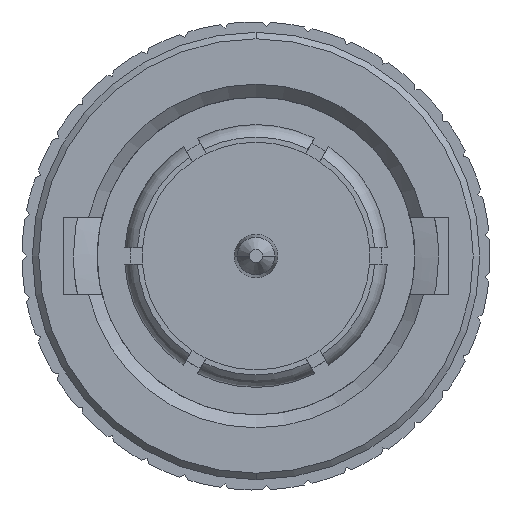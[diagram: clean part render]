
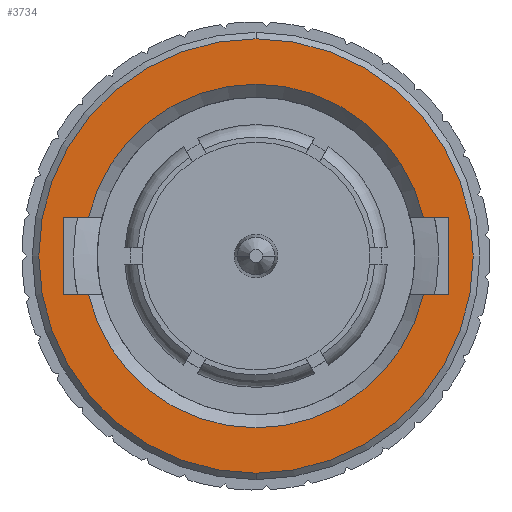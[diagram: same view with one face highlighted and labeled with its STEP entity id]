
A CAD part, left-side view. The second image highlights one B-rep face of the part: STEP entity #3734.
In plain terms, the highlighted planar face has unit normal (-1, 0, 0).
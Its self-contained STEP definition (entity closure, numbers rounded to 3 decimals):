
#1=CARTESIAN_POINT('',(0.,0.,0.));
#2=DIRECTION('',(-1.,0.,0.));
#3=DIRECTION('',(0.,0.,-1.));
#4=AXIS2_PLACEMENT_3D('',#1,#2,#3);
#6=CARTESIAN_POINT('',(0.,0.,0.));
#7=DIRECTION('',(-1.,0.,0.));
#8=DIRECTION('',(0.,0.,1.));
#9=AXIS2_PLACEMENT_3D('',#6,#7,#8);
#11=DIRECTION('',(0.,1.,0.));
#12=VECTOR('',#11,0.772);
#13=CARTESIAN_POINT('',(0.,5.178,1.2));
#14=LINE('',#13,#12);
#15=DIRECTION('',(0.,0.,-1.));
#16=VECTOR('',#15,2.4);
#17=CARTESIAN_POINT('',(0.,5.95,1.2));
#18=LINE('',#17,#16);
#19=DIRECTION('',(0.,-1.,0.));
#20=VECTOR('',#19,0.772);
#21=CARTESIAN_POINT('',(0.,5.95,-1.2));
#22=LINE('',#21,#20);
#23=CARTESIAN_POINT('',(0.,0.,0.));
#24=DIRECTION('',(1.,0.,0.));
#25=DIRECTION('',(0.,-0.974,-0.226));
#26=AXIS2_PLACEMENT_3D('',#23,#24,#25);
#28=DIRECTION('',(0.,-1.,0.));
#29=VECTOR('',#28,0.772);
#30=CARTESIAN_POINT('',(0.,-5.178,-1.2));
#31=LINE('',#30,#29);
#32=DIRECTION('',(0.,0.,1.));
#33=VECTOR('',#32,2.4);
#34=CARTESIAN_POINT('',(0.,-5.95,-1.2));
#35=LINE('',#34,#33);
#36=DIRECTION('',(0.,1.,0.));
#37=VECTOR('',#36,0.772);
#38=CARTESIAN_POINT('',(0.,-5.95,1.2));
#39=LINE('',#38,#37);
#40=CARTESIAN_POINT('',(0.,0.,0.));
#41=DIRECTION('',(1.,0.,0.));
#42=DIRECTION('',(0.,0.974,0.226));
#43=AXIS2_PLACEMENT_3D('',#40,#41,#42);
#2973=CARTESIAN_POINT('',(0.,5.178,1.2));
#2974=CARTESIAN_POINT('',(0.,5.95,1.2));
#2975=VERTEX_POINT('',#2973);
#2976=VERTEX_POINT('',#2974);
#2977=CARTESIAN_POINT('',(0.,5.95,-1.2));
#2978=VERTEX_POINT('',#2977);
#2979=CARTESIAN_POINT('',(0.,5.178,-1.2));
#2980=VERTEX_POINT('',#2979);
#2993=CARTESIAN_POINT('',(0.,0.,-6.72));
#2994=CARTESIAN_POINT('',(0.,0.,6.72));
#2995=VERTEX_POINT('',#2993);
#2996=VERTEX_POINT('',#2994);
#3009=CARTESIAN_POINT('',(0.,-5.178,-1.2));
#3010=CARTESIAN_POINT('',(0.,-5.95,-1.2));
#3011=VERTEX_POINT('',#3009);
#3012=VERTEX_POINT('',#3010);
#3013=CARTESIAN_POINT('',(0.,-5.95,1.2));
#3014=VERTEX_POINT('',#3013);
#3015=CARTESIAN_POINT('',(0.,-5.178,1.2));
#3016=VERTEX_POINT('',#3015);
#3705=CARTESIAN_POINT('',(0.,0.,0.));
#3706=DIRECTION('',(1.,0.,0.));
#3707=DIRECTION('',(0.,0.,1.));
#3708=AXIS2_PLACEMENT_3D('',#3705,#3706,#3707);
#3709=PLANE('',#3708);
#3711=ORIENTED_EDGE('',*,*,#3710,.F.);
#3713=ORIENTED_EDGE('',*,*,#3712,.F.);
#3714=EDGE_LOOP('',(#3711,#3713));
#3715=FACE_OUTER_BOUND('',#3714,.F.);
#3717=ORIENTED_EDGE('',*,*,#3716,.T.);
#3719=ORIENTED_EDGE('',*,*,#3718,.T.);
#3721=ORIENTED_EDGE('',*,*,#3720,.T.);
#3723=ORIENTED_EDGE('',*,*,#3722,.F.);
#3725=ORIENTED_EDGE('',*,*,#3724,.T.);
#3727=ORIENTED_EDGE('',*,*,#3726,.T.);
#3729=ORIENTED_EDGE('',*,*,#3728,.T.);
#3731=ORIENTED_EDGE('',*,*,#3730,.F.);
#3732=EDGE_LOOP('',(#3717,#3719,#3721,#3723,#3725,#3727,#3729,#3731));
#3733=FACE_BOUND('',#3732,.F.);
#3734=ADVANCED_FACE('',(#3715,#3733),#3709,.F.);
#5=CIRCLE('',#4,6.72);
#10=CIRCLE('',#9,6.72);
#27=CIRCLE('',#26,5.315);
#44=CIRCLE('',#43,5.315);
#3710=EDGE_CURVE('',#2995,#2996,#5,.T.);
#3712=EDGE_CURVE('',#2996,#2995,#10,.T.);
#3716=EDGE_CURVE('',#2975,#2976,#14,.T.);
#3718=EDGE_CURVE('',#2976,#2978,#18,.T.);
#3720=EDGE_CURVE('',#2978,#2980,#22,.T.);
#3722=EDGE_CURVE('',#3011,#2980,#27,.T.);
#3724=EDGE_CURVE('',#3011,#3012,#31,.T.);
#3726=EDGE_CURVE('',#3012,#3014,#35,.T.);
#3728=EDGE_CURVE('',#3014,#3016,#39,.T.);
#3730=EDGE_CURVE('',#2975,#3016,#44,.T.);
